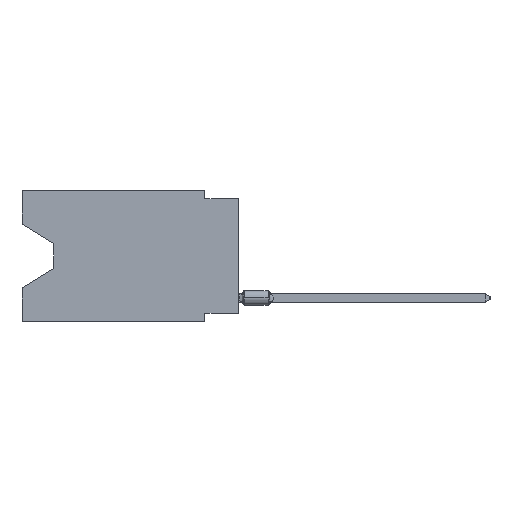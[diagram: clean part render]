
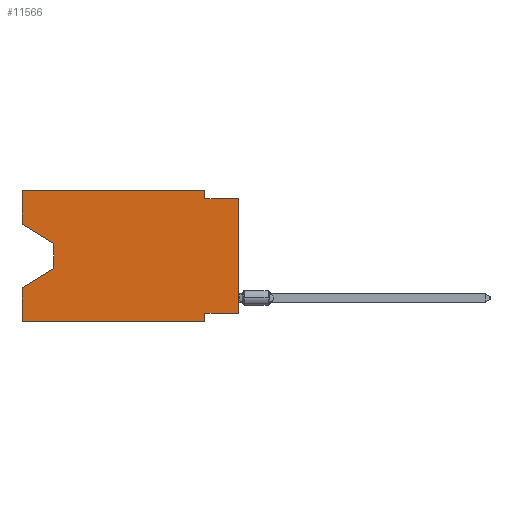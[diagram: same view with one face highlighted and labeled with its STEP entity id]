
A CAD part, left-side view. The second image highlights one B-rep face of the part: STEP entity #11566.
In plain terms, the highlighted planar face has unit normal (-1, 0, 0).
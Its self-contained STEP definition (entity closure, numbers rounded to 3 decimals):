
#130 = ORIENTED_EDGE ( 'NONE', *, *, #23340, .F. ) ;
#371 = VERTEX_POINT ( 'NONE', #37066 ) ;
#406 = ORIENTED_EDGE ( 'NONE', *, *, #21480, .T. ) ;
#532 = EDGE_CURVE ( 'NONE', #371, #14247, #1881, .T. ) ;
#881 = DIRECTION ( 'NONE',  ( 1., 0., 0. ) ) ;
#1233 = ORIENTED_EDGE ( 'NONE', *, *, #3244, .T. ) ;
#1282 = VECTOR ( 'NONE', #8284, 1000. ) ;
#1588 = ORIENTED_EDGE ( 'NONE', *, *, #13763, .T. ) ;
#1881 = LINE ( 'NONE', #2063, #8541 ) ;
#2024 = CARTESIAN_POINT ( 'NONE',  ( 0., 0., -0.635 ) ) ;
#2063 = CARTESIAN_POINT ( 'NONE',  ( 0., 16.383, 0. ) ) ;
#3244 = EDGE_CURVE ( 'NONE', #33987, #35542, #25633, .T. ) ;
#3567 = LINE ( 'NONE', #19299, #8739 ) ;
#3833 = FACE_OUTER_BOUND ( 'NONE', #18981, .T. ) ;
#4174 = ORIENTED_EDGE ( 'NONE', *, *, #14697, .F. ) ;
#5144 = CARTESIAN_POINT ( 'NONE',  ( 0., 13.97, -4.013 ) ) ;
#6086 = ORIENTED_EDGE ( 'NONE', *, *, #12663, .F. ) ;
#6966 = VERTEX_POINT ( 'NONE', #28584 ) ;
#7123 = CARTESIAN_POINT ( 'NONE',  ( 0., 16.383, -9.906 ) ) ;
#7434 = CARTESIAN_POINT ( 'NONE',  ( 0., 16.383, -7.36 ) ) ;
#7542 = CARTESIAN_POINT ( 'NONE',  ( 0., 16.383, 0. ) ) ;
#7819 = LINE ( 'NONE', #19456, #14227 ) ;
#8027 = DIRECTION ( 'NONE',  ( 0., 0.855, -0.519 ) ) ;
#8110 = LINE ( 'NONE', #28361, #28674 ) ;
#8284 = DIRECTION ( 'NONE',  ( 0., 0., -1. ) ) ;
#8541 = VECTOR ( 'NONE', #14065, 1000. ) ;
#8739 = VECTOR ( 'NONE', #13199, 1000. ) ;
#9184 = CARTESIAN_POINT ( 'NONE',  ( 0., 2.54, -0.635 ) ) ;
#9870 = VECTOR ( 'NONE', #25818, 1000. ) ;
#10126 = LINE ( 'NONE', #34275, #19931 ) ;
#10596 = CARTESIAN_POINT ( 'NONE',  ( 0., 16.383, 0. ) ) ;
#11566 = ADVANCED_FACE ( 'NONE', ( #3833 ), #15842, .F. ) ;
#12367 = VECTOR ( 'NONE', #35837, 1000. ) ;
#12663 = EDGE_CURVE ( 'NONE', #21265, #33851, #22128, .T. ) ;
#12877 = DIRECTION ( 'NONE',  ( 0., 0., -1. ) ) ;
#13199 = DIRECTION ( 'NONE',  ( 0., 1., 0. ) ) ;
#13421 = DIRECTION ( 'NONE',  ( 0., 0., 1. ) ) ;
#13763 = EDGE_CURVE ( 'NONE', #371, #27914, #10126, .T. ) ;
#14065 = DIRECTION ( 'NONE',  ( 0., 0., 1. ) ) ;
#14227 = VECTOR ( 'NONE', #8027, 1000. ) ;
#14247 = VERTEX_POINT ( 'NONE', #7542 ) ;
#14372 = ORIENTED_EDGE ( 'NONE', *, *, #32021, .F. ) ;
#14594 = LINE ( 'NONE', #5144, #1282 ) ;
#14646 = LINE ( 'NONE', #26613, #12367 ) ;
#14697 = EDGE_CURVE ( 'NONE', #33987, #31036, #25153, .T. ) ;
#15477 = CARTESIAN_POINT ( 'NONE',  ( 0., 0., -0.635 ) ) ;
#15842 = PLANE ( 'NONE',  #22319 ) ;
#18598 = CARTESIAN_POINT ( 'NONE',  ( 0., 16.383, 0. ) ) ;
#18981 = EDGE_LOOP ( 'NONE', ( #1588, #406, #38166, #4174, #1233, #27642, #14372, #37590, #25509, #6086, #130, #35976 ) ) ;
#19299 = CARTESIAN_POINT ( 'NONE',  ( 0., 0., -9.271 ) ) ;
#19347 = CARTESIAN_POINT ( 'NONE',  ( 0., 2.54, -9.906 ) ) ;
#19456 = CARTESIAN_POINT ( 'NONE',  ( 0., 13.97, -5.893 ) ) ;
#19931 = VECTOR ( 'NONE', #25258, 1000. ) ;
#20217 = VECTOR ( 'NONE', #36641, 1000. ) ;
#21265 = VERTEX_POINT ( 'NONE', #33859 ) ;
#21480 = EDGE_CURVE ( 'NONE', #27914, #6966, #14594, .T. ) ;
#22128 = LINE ( 'NONE', #22315, #31104 ) ;
#22315 = CARTESIAN_POINT ( 'NONE',  ( 0., 2.54, 0. ) ) ;
#22319 = AXIS2_PLACEMENT_3D ( 'NONE', #27806, #881, #12877 ) ;
#22382 = EDGE_CURVE ( 'NONE', #33851, #37880, #34632, .T. ) ;
#22495 = VERTEX_POINT ( 'NONE', #26185 ) ;
#23340 = EDGE_CURVE ( 'NONE', #14247, #21265, #24494, .T. ) ;
#24494 = LINE ( 'NONE', #18598, #20217 ) ;
#25153 = LINE ( 'NONE', #10596, #37236 ) ;
#25258 = DIRECTION ( 'NONE',  ( 0., -0.855, -0.519 ) ) ;
#25509 = ORIENTED_EDGE ( 'NONE', *, *, #22382, .F. ) ;
#25633 = LINE ( 'NONE', #7123, #9870 ) ;
#25653 = DIRECTION ( 'NONE',  ( 0., 0., -1. ) ) ;
#25818 = DIRECTION ( 'NONE',  ( 0., -1., 0. ) ) ;
#26185 = CARTESIAN_POINT ( 'NONE',  ( 0., 2.54, -9.271 ) ) ;
#26613 = CARTESIAN_POINT ( 'NONE',  ( 0., 2.54, -9.906 ) ) ;
#27099 = VERTEX_POINT ( 'NONE', #31768 ) ;
#27642 = ORIENTED_EDGE ( 'NONE', *, *, #35218, .F. ) ;
#27806 = CARTESIAN_POINT ( 'NONE',  ( 0., 16.383, 0. ) ) ;
#27914 = VERTEX_POINT ( 'NONE', #30148 ) ;
#28361 = CARTESIAN_POINT ( 'NONE',  ( 0., 0., 0. ) ) ;
#28584 = CARTESIAN_POINT ( 'NONE',  ( 0., 13.97, -5.893 ) ) ;
#28674 = VECTOR ( 'NONE', #13421, 1000. ) ;
#30148 = CARTESIAN_POINT ( 'NONE',  ( 0., 13.97, -4.013 ) ) ;
#30594 = CARTESIAN_POINT ( 'NONE',  ( 0., 16.383, -9.906 ) ) ;
#31036 = VERTEX_POINT ( 'NONE', #7434 ) ;
#31104 = VECTOR ( 'NONE', #25653, 1000. ) ;
#31598 = DIRECTION ( 'NONE',  ( 0., 0., 1. ) ) ;
#31768 = CARTESIAN_POINT ( 'NONE',  ( 0., 0., -9.271 ) ) ;
#32021 = EDGE_CURVE ( 'NONE', #27099, #22495, #3567, .T. ) ;
#33591 = EDGE_CURVE ( 'NONE', #6966, #31036, #7819, .T. ) ;
#33851 = VERTEX_POINT ( 'NONE', #9184 ) ;
#33859 = CARTESIAN_POINT ( 'NONE',  ( 0., 2.54, 0. ) ) ;
#33987 = VERTEX_POINT ( 'NONE', #30594 ) ;
#34275 = CARTESIAN_POINT ( 'NONE',  ( 0., 16.383, -2.546 ) ) ;
#34632 = LINE ( 'NONE', #15477, #36853 ) ;
#35218 = EDGE_CURVE ( 'NONE', #22495, #35542, #14646, .T. ) ;
#35476 = EDGE_CURVE ( 'NONE', #27099, #37880, #8110, .T. ) ;
#35542 = VERTEX_POINT ( 'NONE', #19347 ) ;
#35837 = DIRECTION ( 'NONE',  ( 0., 0., -1. ) ) ;
#35976 = ORIENTED_EDGE ( 'NONE', *, *, #532, .F. ) ;
#36641 = DIRECTION ( 'NONE',  ( 0., -1., 0. ) ) ;
#36853 = VECTOR ( 'NONE', #37008, 1000. ) ;
#37008 = DIRECTION ( 'NONE',  ( 0., -1., 0. ) ) ;
#37066 = CARTESIAN_POINT ( 'NONE',  ( 0., 16.383, -2.546 ) ) ;
#37236 = VECTOR ( 'NONE', #31598, 1000. ) ;
#37590 = ORIENTED_EDGE ( 'NONE', *, *, #35476, .T. ) ;
#37880 = VERTEX_POINT ( 'NONE', #2024 ) ;
#38166 = ORIENTED_EDGE ( 'NONE', *, *, #33591, .T. ) ;
